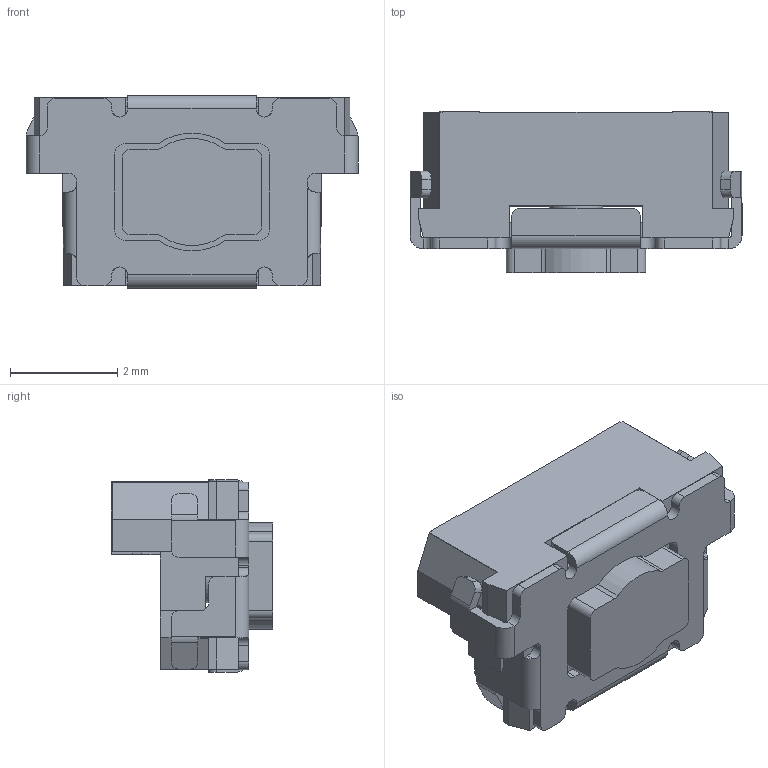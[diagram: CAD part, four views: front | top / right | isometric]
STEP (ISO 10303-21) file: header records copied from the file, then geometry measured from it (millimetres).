
FILE_DESCRIPTION(/* description */ (''),/* implementation_level */ '2;1');
FILE_NAME(/* name */ 'EVQP4.step',/* time_stamp */ '2020-01-11T21:18:16+11:00',/* author */ (''),/* organization */ (''),/* preprocessor_version */ 'ST-DEVELOPER v18',/* originating_system */ 'Autodesk Translation Framework v8.12.0.6',/* authorisation */ '');
FILE_SCHEMA (('AUTOMOTIVE_DESIGN { 1 0 10303 214 3 1 1 }'));
Length unit declared in the file: millimetre
Products named in the file (2): (Unsaved); SOLID (6)
Assembly tree (1 placements, depth 2):
  (Unsaved)
    SOLID (6)
Bounding box: 6.2 x 3.02 x 3.6 mm (x, y, z)
Volume: 27.8 mm3; surface area: 146.2 mm2
Topology: 1 solids, 1 shells, 318 faces, 915 edges, 594 vertices
Faces by surface type: plane 215, cylinder 103
Full cylindrical faces by diameter (mm): 1 x1
Entity records: 10692 total; most frequent: CARTESIAN_POINT 1876, ORIENTED_EDGE 1830, DIRECTION 1775, EDGE_CURVE 915, LINE 689, VECTOR 689, VERTEX_POINT 594, AXIS2_PLACEMENT_3D 543
